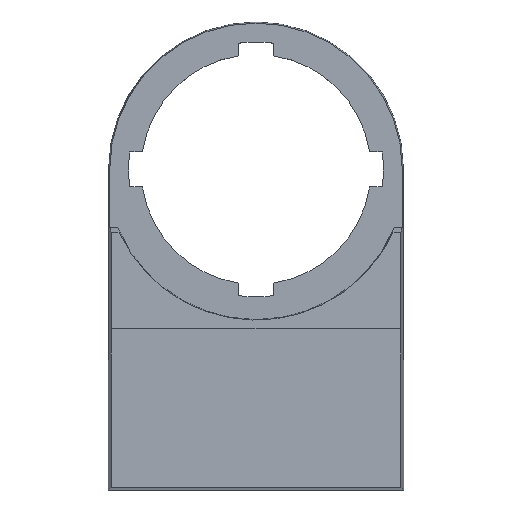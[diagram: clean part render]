
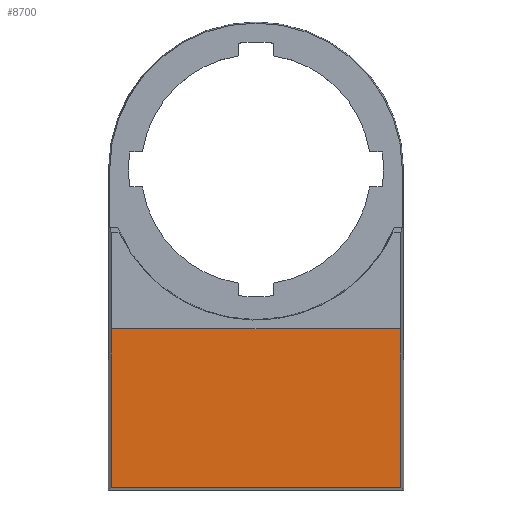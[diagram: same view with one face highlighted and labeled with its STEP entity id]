
A CAD part, top view. The second image highlights one B-rep face of the part: STEP entity #8700.
In plain terms, the highlighted planar face has unit normal (0, -0.01, 1).
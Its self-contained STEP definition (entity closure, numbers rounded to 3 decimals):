
#520=CARTESIAN_POINT('',(29.245,0.613,
2.918));
#530=VERTEX_POINT('',#520);
#560=CARTESIAN_POINT('',(29.245,0.,2.912));
#570=DIRECTION('',(-0.001,1.,
0.01));
#580=VECTOR('',#570,1.);
#590=LINE('',#560,#580);
#600=CARTESIAN_POINT('',(29.231,16.5,
3.074));
#610=VERTEX_POINT('',#600);
#620=EDGE_CURVE('',#530,#610,#590,.T.);
#940=CARTESIAN_POINT('',(0.,16.5,3.074));
#950=DIRECTION('',(-1.,0.,0.));
#960=VECTOR('',#950,1.);
#970=LINE('',#940,#960);
#980=CARTESIAN_POINT('',(28.476,16.5,3.074));
#990=VERTEX_POINT('',#980);
#1000=EDGE_CURVE('',#610,#990,#970,.T.);
#1020=CARTESIAN_POINT('',(0.,16.5,3.074));
#1030=DIRECTION('',(-1.,0.,
0.));
#1040=VECTOR('',#1030,1.);
#1050=LINE('',#1020,#1040);
#1060=CARTESIAN_POINT('',(1.024,16.5,
3.074));
#1070=VERTEX_POINT('',#1060);
#1080=EDGE_CURVE('',#990,#1070,#1050,.T.);
#1100=CARTESIAN_POINT('',(0.,16.5,3.074));
#1110=DIRECTION('',(-1.,0.,0.));
#1120=VECTOR('',#1110,1.);
#1130=LINE('',#1100,#1120);
#1140=CARTESIAN_POINT('',(0.269,16.5,
3.074));
#1150=VERTEX_POINT('',#1140);
#1160=EDGE_CURVE('',#1070,#1150,#1130,.T.);
#4960=CARTESIAN_POINT('',(0.255,0.,2.912));
#4970=DIRECTION('',(-0.001,-1.,
-0.01));
#4980=VECTOR('',#4970,1.);
#4990=LINE('',#4960,#4980);
#5000=CARTESIAN_POINT('',(0.255,0.613,
2.918));
#5010=VERTEX_POINT('',#5000);
#5020=EDGE_CURVE('',#1150,#5010,#4990,.T.);
#8520=CARTESIAN_POINT('',(-0.436,-0.227,
2.909));
#8530=DIRECTION('',(0.,-0.01,1.));
#8540=DIRECTION('',(0.,1.,0.01));
#8550=AXIS2_PLACEMENT_3D('',#8520,#8530,#8540);
#8560=PLANE('',#8550);
#8570=ORIENTED_EDGE('',*,*,#1000,.T.);
#8580=ORIENTED_EDGE('',*,*,#620,.T.);
#8590=CARTESIAN_POINT('',(0.,0.613,
2.918));
#8600=DIRECTION('',(-1.,0.,0.));
#8610=VECTOR('',#8600,1.);
#8620=LINE('',#8590,#8610);
#8630=EDGE_CURVE('',#530,#5010,#8620,.T.);
#8640=ORIENTED_EDGE('',*,*,#8630,.F.);
#8650=ORIENTED_EDGE('',*,*,#5020,.T.);
#8660=ORIENTED_EDGE('',*,*,#1160,.T.);
#8670=ORIENTED_EDGE('',*,*,#1080,.T.);
#8680=EDGE_LOOP('',(#8670,#8660,#8650,#8640,#8580,#8570));
#8690=FACE_OUTER_BOUND('',#8680,.T.);
#8700=ADVANCED_FACE('',(#8690),#8560,.T.);
